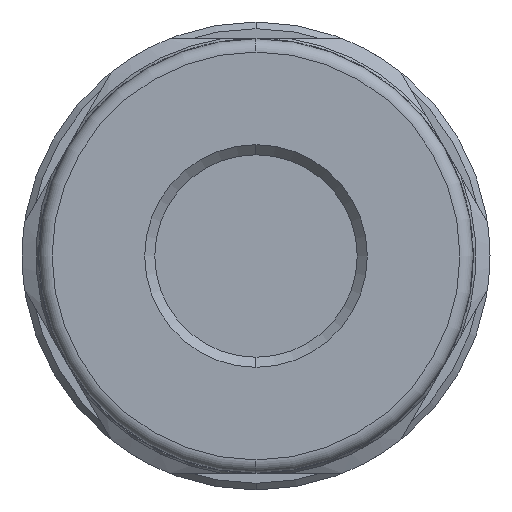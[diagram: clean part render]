
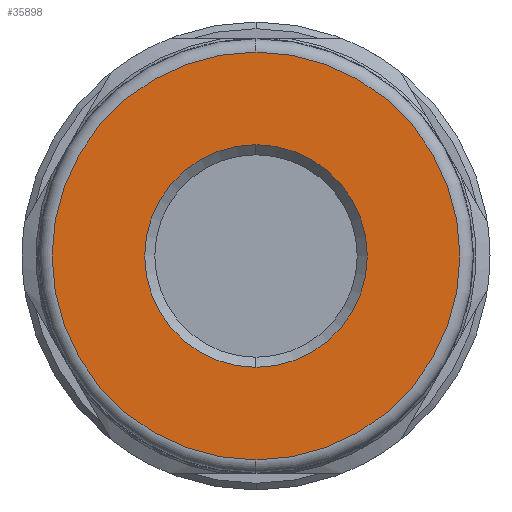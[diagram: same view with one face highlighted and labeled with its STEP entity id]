
A CAD part, left-side view. The second image highlights one B-rep face of the part: STEP entity #35898.
In plain terms, the highlighted planar face has unit normal (-1, 0, 0).
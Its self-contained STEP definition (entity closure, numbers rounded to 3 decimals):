
#1690 = CIRCLE ( 'NONE', #2763, 30.5 ) ;
#1697 = CIRCLE ( 'NONE', #2767, 16.65 ) ;
#1713 = CIRCLE ( 'NONE', #2774, 16.65 ) ;
#1715 = CIRCLE ( 'NONE', #2776, 30.5 ) ;
#1881 = FACE_BOUND ( 'NONE', #34279, .T. ) ;
#1882 = FACE_OUTER_BOUND ( 'NONE', #34278, .T. ) ;
#2763 = AXIS2_PLACEMENT_3D ( 'NONE', #4777, #4778, #4779 ) ;
#2767 = AXIS2_PLACEMENT_3D ( 'NONE', #4791, #4792, #4793 ) ;
#2774 = AXIS2_PLACEMENT_3D ( 'NONE', #6136, #6137, #6138 ) ;
#2776 = AXIS2_PLACEMENT_3D ( 'NONE', #8038, #8039, #8040 ) ;
#2837 = AXIS2_PLACEMENT_3D ( 'NONE', #13965, #13966, #13967 ) ;
#4777 = CARTESIAN_POINT ( 'NONE',  ( -59., 0., 0. ) ) ;
#4778 = DIRECTION ( 'NONE',  ( 1., 0., 0. ) ) ;
#4779 = DIRECTION ( 'NONE',  ( 0., 0., -1. ) ) ;
#4791 = CARTESIAN_POINT ( 'NONE',  ( -59., 0., 0. ) ) ;
#4792 = DIRECTION ( 'NONE',  ( 1., 0., 0. ) ) ;
#4793 = DIRECTION ( 'NONE',  ( 0., 0., -1. ) ) ;
#6136 = CARTESIAN_POINT ( 'NONE',  ( -59., 0., 0. ) ) ;
#6137 = DIRECTION ( 'NONE',  ( 1., 0., 0. ) ) ;
#6138 = DIRECTION ( 'NONE',  ( 0., 0., -1. ) ) ;
#8038 = CARTESIAN_POINT ( 'NONE',  ( -59., 0., 0. ) ) ;
#8039 = DIRECTION ( 'NONE',  ( 1., 0., 0. ) ) ;
#8040 = DIRECTION ( 'NONE',  ( 0., 0., -1. ) ) ;
#13964 = PLANE ( 'NONE',  #2837 ) ;
#13965 = CARTESIAN_POINT ( 'NONE',  ( -59., 30.5, 0. ) ) ;
#13966 = DIRECTION ( 'NONE',  ( -1., 0., 0. ) ) ;
#13967 = DIRECTION ( 'NONE',  ( 0., 0., 1. ) ) ;
#22447 = VERTEX_POINT ( 'NONE', #37609 ) ;
#22453 = VERTEX_POINT ( 'NONE', #37615 ) ;
#22467 = VERTEX_POINT ( 'NONE', #37629 ) ;
#22503 = VERTEX_POINT ( 'NONE', #37665 ) ;
#32045 = EDGE_CURVE ( 'NONE', #22453, #22467, #1690, .T. ) ;
#32050 = EDGE_CURVE ( 'NONE', #22447, #22503, #1697, .T. ) ;
#32102 = EDGE_CURVE ( 'NONE', #22503, #22447, #1713, .T. ) ;
#32184 = EDGE_CURVE ( 'NONE', #22467, #22453, #1715, .T. ) ;
#34278 = EDGE_LOOP ( 'NONE', ( #35107, #35108 ) ) ;
#34279 = EDGE_LOOP ( 'NONE', ( #35105, #35106 ) ) ;
#35105 = ORIENTED_EDGE ( 'NONE', *, *, #32050, .T. ) ;
#35106 = ORIENTED_EDGE ( 'NONE', *, *, #32102, .T. ) ;
#35107 = ORIENTED_EDGE ( 'NONE', *, *, #32045, .F. ) ;
#35108 = ORIENTED_EDGE ( 'NONE', *, *, #32184, .F. ) ;
#35898 = ADVANCED_FACE ( 'NONE', ( #1881, #1882 ), #13964, .T. ) ;
#37609 = CARTESIAN_POINT ( 'NONE',  ( -59., 0., 16.65 ) ) ;
#37615 = CARTESIAN_POINT ( 'NONE',  ( -59., 0., -30.5 ) ) ;
#37629 = CARTESIAN_POINT ( 'NONE',  ( -59., 0., 30.5 ) ) ;
#37665 = CARTESIAN_POINT ( 'NONE',  ( -59., 0., -16.65 ) ) ;
